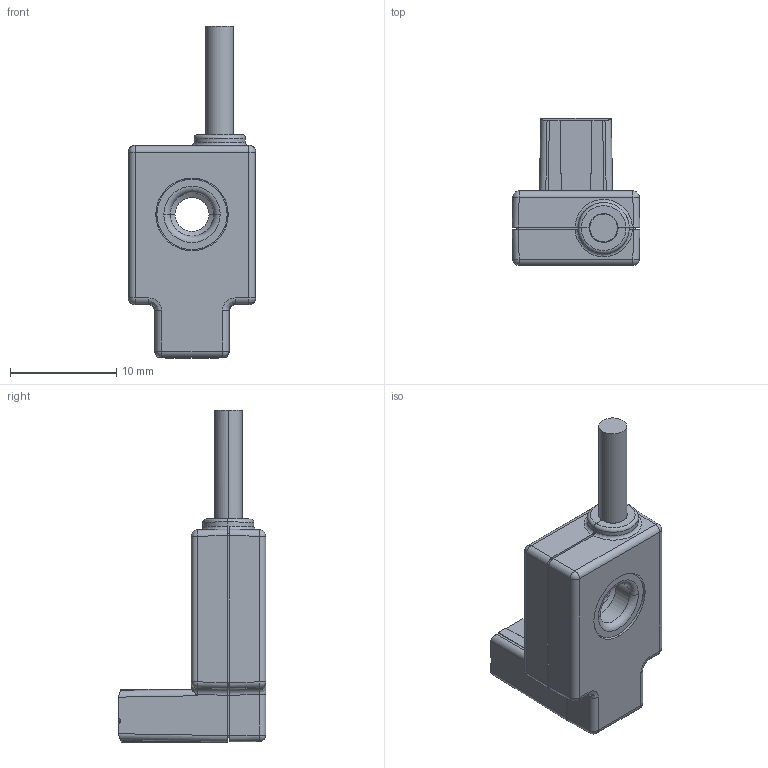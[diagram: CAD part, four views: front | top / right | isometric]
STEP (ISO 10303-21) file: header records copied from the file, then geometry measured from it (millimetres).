
FILE_DESCRIPTION((''),'2;1');
FILE_NAME('CAD1181_ML10','2010-12-14T',('mschubert'),(''),'PRO/ENGINEER BY PARAMETRIC TECHNOLOGY CORPORATION, 2007250','PRO/ENGINEER BY PARAMETRIC TECHNOLOGY CORPORATION, 2007250','');
FILE_SCHEMA(('CONFIG_CONTROL_DESIGN'));
Length unit declared in the file: millimetre
Products named in the file (1): CAD1181_ML10
Bounding box: 12 x 13.85 x 31.21 mm (x, y, z)
Volume: 1689.1 mm3; surface area: 1340.3 mm2
Topology: 1 solids, 2 shells, 212 faces, 571 edges, 365 vertices
Faces by surface type: plane 113, cylinder 53, bspline 22, sphere 10, cone 10, torus 4
Entity records: 9459 total; most frequent: CARTESIAN_POINT 2766, ORIENTED_EDGE 1098, DIRECTION 919, EDGE_CURVE 549, VECTOR 369, LINE 369, VERTEX_POINT 344, AXIS2_PLACEMENT_3D 275
